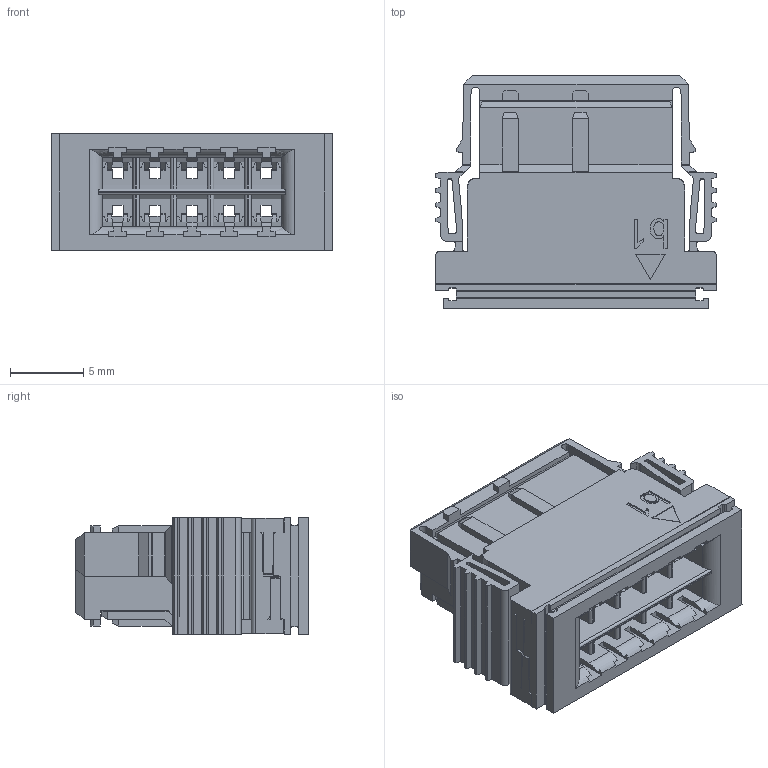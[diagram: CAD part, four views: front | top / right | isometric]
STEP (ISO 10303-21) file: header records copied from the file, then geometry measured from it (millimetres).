
FILE_DESCRIPTION( ('This file contains a STEP AP42 implementation' ,'as created by ZW3D STEP Interface translator.') ,'2;1' );
FILE_NAME( '3915-S10-2C00GEXA1.stp' ,'23 9 5. 85522', (''), ('ZWCAD Software Co.'), 'Version 1.0', 'ZW3D to STEP translator', '' );
FILE_SCHEMA(('AUTOMOTIVE_DESIGN { 1 0 10303 214 1 1 1 1 }'));
Length unit declared in the file: millimetre
Products named in the file (2): 0; F10-180
Bounding box: 19.17 x 15.9 x 7.94 mm (x, y, z)
Volume: 1167.8 mm3; surface area: 3540.8 mm2
Topology: 1 solids, 1 shells, 1238 faces, 3586 edges, 2334 vertices
Faces by surface type: plane 1036, cylinder 146, bspline 48, sphere 8
Entity records: 41754 total; most frequent: CARTESIAN_POINT 8419, ORIENTED_EDGE 7172, DIRECTION 5906, EDGE_CURVE 3586, VECTOR 2978, LINE 2978, VERTEX_POINT 2334, AXIS2_PLACEMENT_3D 1464
